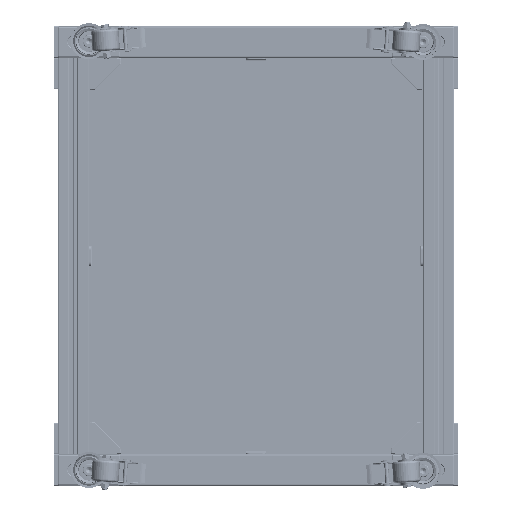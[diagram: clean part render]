
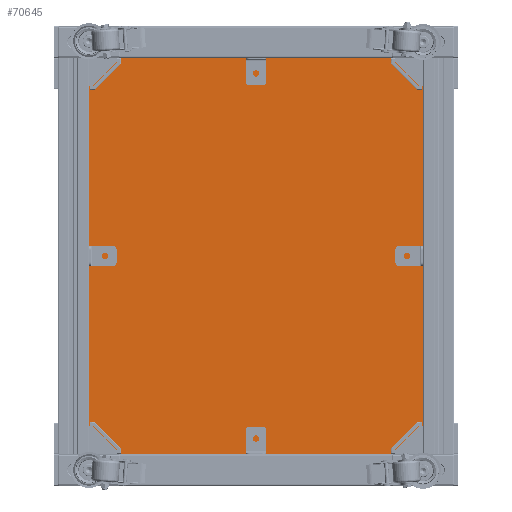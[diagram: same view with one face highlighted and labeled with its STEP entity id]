
A CAD part, front view. The second image highlights one B-rep face of the part: STEP entity #70645.
In plain terms, the highlighted face is planar.
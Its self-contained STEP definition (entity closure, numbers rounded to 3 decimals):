
#1147 = VECTOR ( 'NONE', #25781, 1000. ) ;
#1503 = CARTESIAN_POINT ( 'NONE',  ( -525., -505., 0. ) ) ;
#2317 = CARTESIAN_POINT ( 'NONE',  ( -20., 0., 0. ) ) ;
#3771 = VERTEX_POINT ( 'NONE', #39834 ) ;
#7517 = DIRECTION ( 'NONE',  ( 0., -1., 0. ) ) ;
#10287 = VECTOR ( 'NONE', #63162, 1000. ) ;
#13096 = LINE ( 'NONE', #1503, #1147 ) ;
#18561 = AXIS2_PLACEMENT_3D ( 'NONE', #58324, #21378, #45608 ) ;
#18961 = CARTESIAN_POINT ( 'NONE',  ( -525., -505., 0. ) ) ;
#21378 = DIRECTION ( 'NONE',  ( 0., 0., 1. ) ) ;
#21810 = ORIENTED_EDGE ( 'NONE', *, *, #62796, .F. ) ;
#25781 = DIRECTION ( 'NONE',  ( 1., 0., 0. ) ) ;
#26431 = VECTOR ( 'NONE', #73109, 1000. ) ;
#26586 = LINE ( 'NONE', #2317, #10287 ) ;
#27315 = PLANE ( 'NONE',  #18561 ) ;
#27749 = VERTEX_POINT ( 'NONE', #28784 ) ;
#28784 = CARTESIAN_POINT ( 'NONE',  ( -525., 0., 0. ) ) ;
#31397 = EDGE_LOOP ( 'NONE', ( #21810, #35429, #54372, #34659 ) ) ;
#31730 = CARTESIAN_POINT ( 'NONE',  ( -525., 0., 0. ) ) ;
#34659 = ORIENTED_EDGE ( 'NONE', *, *, #78095, .F. ) ;
#35429 = ORIENTED_EDGE ( 'NONE', *, *, #75901, .F. ) ;
#37666 = LINE ( 'NONE', #31730, #26431 ) ;
#39834 = CARTESIAN_POINT ( 'NONE',  ( -20., 0., 0. ) ) ;
#45608 = DIRECTION ( 'NONE',  ( 1., 0., 0. ) ) ;
#49929 = CARTESIAN_POINT ( 'NONE',  ( -20., -505., 0. ) ) ;
#50072 = LINE ( 'NONE', #61998, #78426 ) ;
#54372 = ORIENTED_EDGE ( 'NONE', *, *, #65281, .F. ) ;
#58324 = CARTESIAN_POINT ( 'NONE',  ( 0., 0., 0. ) ) ;
#61998 = CARTESIAN_POINT ( 'NONE',  ( -525., 0., 0. ) ) ;
#62796 = EDGE_CURVE ( 'NONE', #27749, #77356, #50072, .T. ) ;
#63162 = DIRECTION ( 'NONE',  ( 0., 1., 0. ) ) ;
#63896 = FACE_OUTER_BOUND ( 'NONE', #31397, .T. ) ;
#65281 = EDGE_CURVE ( 'NONE', #75194, #3771, #26586, .T. ) ;
#70645 = ADVANCED_FACE ( 'NONE', ( #63896 ), #27315, .F. ) ;
#73109 = DIRECTION ( 'NONE',  ( -1., 0., 0. ) ) ;
#75194 = VERTEX_POINT ( 'NONE', #49929 ) ;
#75901 = EDGE_CURVE ( 'NONE', #3771, #27749, #37666, .T. ) ;
#77356 = VERTEX_POINT ( 'NONE', #18961 ) ;
#78095 = EDGE_CURVE ( 'NONE', #77356, #75194, #13096, .T. ) ;
#78426 = VECTOR ( 'NONE', #7517, 1000. ) ;
